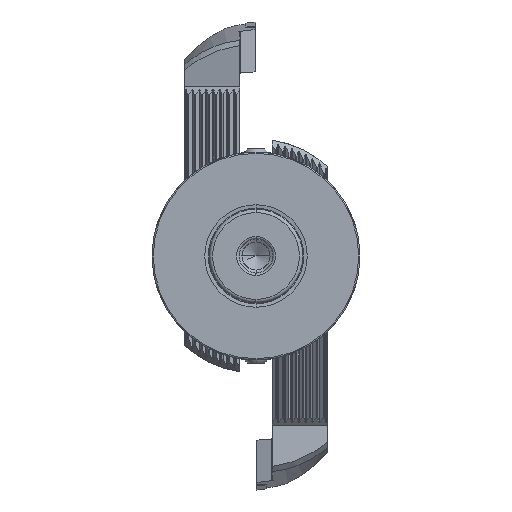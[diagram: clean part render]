
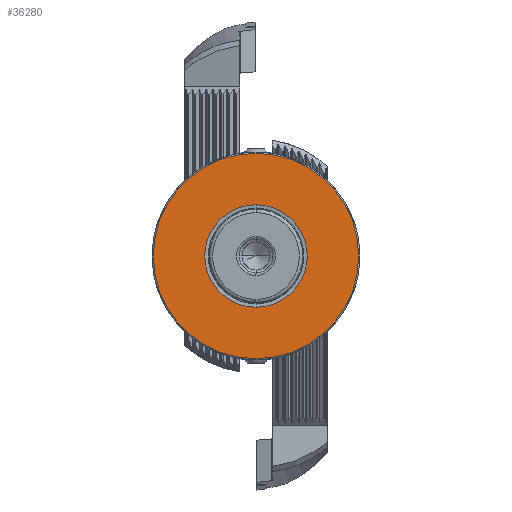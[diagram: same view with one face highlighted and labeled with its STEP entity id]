
A CAD part, left-side view. The second image highlights one B-rep face of the part: STEP entity #36280.
In plain terms, the highlighted planar face has unit normal (-1, 0, 0).
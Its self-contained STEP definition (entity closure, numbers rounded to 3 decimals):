
#1301 = EDGE_CURVE ( 'NONE', #29145, #16121, #10822, .T. ) ;
#4429 = EDGE_LOOP ( 'NONE', ( #6648, #23594 ) ) ;
#4463 = CARTESIAN_POINT ( 'NONE',  ( 0., 0., 39.5 ) ) ;
#6238 = EDGE_CURVE ( 'NONE', #16121, #29145, #21954, .T. ) ;
#6648 = ORIENTED_EDGE ( 'NONE', *, *, #6238, .F. ) ;
#7913 = EDGE_CURVE ( 'NONE', #13414, #14874, #26668, .T. ) ;
#10217 = CARTESIAN_POINT ( 'NONE',  ( 0., 19.715, 0. ) ) ;
#10822 = CIRCLE ( 'NONE', #28117, 19.715 ) ;
#11748 = FACE_BOUND ( 'NONE', #4429, .T. ) ;
#12443 = DIRECTION ( 'NONE',  ( 0., 0., 1. ) ) ;
#12456 = DIRECTION ( 'NONE',  ( 0., 0., 1. ) ) ;
#12487 = DIRECTION ( 'NONE',  ( -1., 0., 0. ) ) ;
#12499 = DIRECTION ( 'NONE',  ( -1., 0., 0. ) ) ;
#12550 = CARTESIAN_POINT ( 'NONE',  ( 0., 0., 0. ) ) ;
#12572 = CARTESIAN_POINT ( 'NONE',  ( 0., 0., 0. ) ) ;
#13069 = AXIS2_PLACEMENT_3D ( 'NONE', #13724, #33196, #16568 ) ;
#13414 = VERTEX_POINT ( 'NONE', #20393 ) ;
#13724 = CARTESIAN_POINT ( 'NONE',  ( 0., 0., 0. ) ) ;
#14090 = CARTESIAN_POINT ( 'NONE',  ( 0., 0., 0. ) ) ;
#14162 = DIRECTION ( 'NONE',  ( -1., 0., 0. ) ) ;
#14209 = DIRECTION ( 'NONE',  ( 0., 0., 1. ) ) ;
#14363 = CIRCLE ( 'NONE', #13069, 39.5 ) ;
#14874 = VERTEX_POINT ( 'NONE', #4463 ) ;
#16121 = VERTEX_POINT ( 'NONE', #34422 ) ;
#16213 = PLANE ( 'NONE',  #33735 ) ;
#16568 = DIRECTION ( 'NONE',  ( 0., 0., 1. ) ) ;
#16838 = AXIS2_PLACEMENT_3D ( 'NONE', #12572, #12487, #12443 ) ;
#18159 = CARTESIAN_POINT ( 'NONE',  ( 0., 0., -19.715 ) ) ;
#18920 = AXIS2_PLACEMENT_3D ( 'NONE', #12550, #12499, #12456 ) ;
#19015 = DIRECTION ( 'NONE',  ( 0., 0., -1. ) ) ;
#20062 = FACE_OUTER_BOUND ( 'NONE', #22660, .T. ) ;
#20393 = CARTESIAN_POINT ( 'NONE',  ( 0., 0., -39.5 ) ) ;
#21954 = CIRCLE ( 'NONE', #18920, 19.715 ) ;
#22660 = EDGE_LOOP ( 'NONE', ( #30975, #31794 ) ) ;
#23182 = EDGE_CURVE ( 'NONE', #14874, #13414, #14363, .T. ) ;
#23594 = ORIENTED_EDGE ( 'NONE', *, *, #1301, .F. ) ;
#26668 = CIRCLE ( 'NONE', #16838, 39.5 ) ;
#28117 = AXIS2_PLACEMENT_3D ( 'NONE', #14090, #14162, #14209 ) ;
#29145 = VERTEX_POINT ( 'NONE', #18159 ) ;
#30975 = ORIENTED_EDGE ( 'NONE', *, *, #23182, .T. ) ;
#31794 = ORIENTED_EDGE ( 'NONE', *, *, #7913, .T. ) ;
#33196 = DIRECTION ( 'NONE',  ( -1., 0., 0. ) ) ;
#33735 = AXIS2_PLACEMENT_3D ( 'NONE', #10217, #35655, #19015 ) ;
#34422 = CARTESIAN_POINT ( 'NONE',  ( 0., 0., 19.715 ) ) ;
#35655 = DIRECTION ( 'NONE',  ( 1., 0., 0. ) ) ;
#36280 = ADVANCED_FACE ( 'NONE', ( #11748, #20062 ), #16213, .F. ) ;
